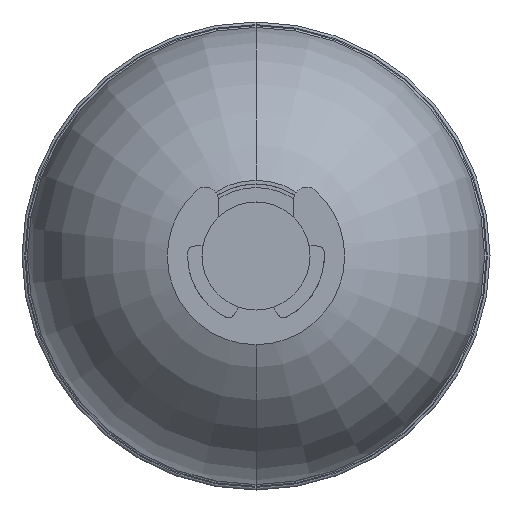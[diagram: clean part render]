
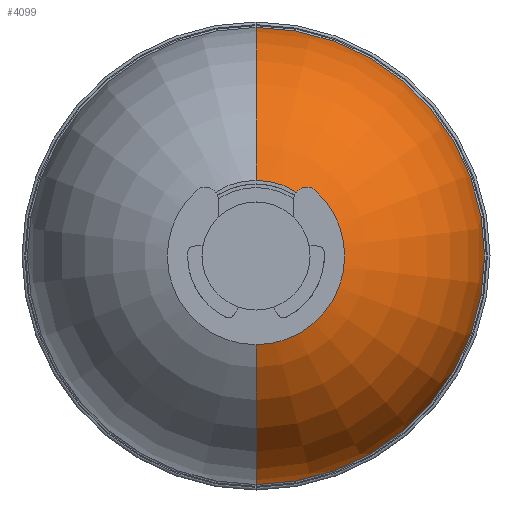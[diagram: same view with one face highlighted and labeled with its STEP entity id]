
A CAD part, front view. The second image highlights one B-rep face of the part: STEP entity #4099.
In plain terms, the highlighted toroidal (fillet/blend) face has major radius 0.4 mm and minor radius 25 mm.
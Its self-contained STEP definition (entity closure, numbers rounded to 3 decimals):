
#309 = EDGE_CURVE ( 'NONE', #3007, #3406, #731, .T. ) ;
#450 = EDGE_CURVE ( 'NONE', #4901, #1187, #5701, .T. ) ;
#681 = DIRECTION ( 'NONE',  ( 0., 0., 1. ) ) ;
#731 = CIRCLE ( 'NONE', #1528, 25. ) ;
#809 = EDGE_CURVE ( 'NONE', #3007, #4901, #3629, .T. ) ;
#1187 = VERTEX_POINT ( 'NONE', #3583 ) ;
#1356 = DIRECTION ( 'NONE',  ( 1., 0., 0. ) ) ;
#1528 = AXIS2_PLACEMENT_3D ( 'NONE', #1942, #2346, #6168 ) ;
#1739 = CARTESIAN_POINT ( 'NONE',  ( 0., -51.8, 0. ) ) ;
#1799 = CARTESIAN_POINT ( 'NONE',  ( 0., -75.485, 8.4 ) ) ;
#1810 = CIRCLE ( 'NONE', #2718, 25.393 ) ;
#1942 = CARTESIAN_POINT ( 'NONE',  ( 0., -51.8, 0.4 ) ) ;
#2151 = CARTESIAN_POINT ( 'NONE',  ( 0., -52.395, 25.393 ) ) ;
#2346 = DIRECTION ( 'NONE',  ( -1., 0., 0. ) ) ;
#2431 = TOROIDAL_SURFACE ( 'NONE', #3820, 0.4, 25. ) ;
#2475 = CARTESIAN_POINT ( 'NONE',  ( 0., -52.395, 0. ) ) ;
#2665 = CARTESIAN_POINT ( 'NONE',  ( 0., -75.485, 0. ) ) ;
#2718 = AXIS2_PLACEMENT_3D ( 'NONE', #2475, #5491, #4475 ) ;
#2992 = EDGE_LOOP ( 'NONE', ( #5564, #4076, #4934, #3684 ) ) ;
#3007 = VERTEX_POINT ( 'NONE', #1799 ) ;
#3406 = VERTEX_POINT ( 'NONE', #2151 ) ;
#3478 = AXIS2_PLACEMENT_3D ( 'NONE', #3714, #1356, #5706 ) ;
#3583 = CARTESIAN_POINT ( 'NONE',  ( 0., -52.395, -25.393 ) ) ;
#3584 = CARTESIAN_POINT ( 'NONE',  ( 0., -75.485, -8.4 ) ) ;
#3629 = CIRCLE ( 'NONE', #3835, 8.4 ) ;
#3684 = ORIENTED_EDGE ( 'NONE', *, *, #309, .F. ) ;
#3714 = CARTESIAN_POINT ( 'NONE',  ( 0., -51.8, -0.4 ) ) ;
#3820 = AXIS2_PLACEMENT_3D ( 'NONE', #1739, #6028, #681 ) ;
#3835 = AXIS2_PLACEMENT_3D ( 'NONE', #2665, #5657, #5595 ) ;
#4076 = ORIENTED_EDGE ( 'NONE', *, *, #450, .T. ) ;
#4099 = ADVANCED_FACE ( 'NONE', ( #5488 ), #2431, .T. ) ;
#4475 = DIRECTION ( 'NONE',  ( 0., 0., 1. ) ) ;
#4562 = EDGE_CURVE ( 'NONE', #3406, #1187, #1810, .T. ) ;
#4901 = VERTEX_POINT ( 'NONE', #3584 ) ;
#4934 = ORIENTED_EDGE ( 'NONE', *, *, #4562, .F. ) ;
#5488 = FACE_OUTER_BOUND ( 'NONE', #2992, .T. ) ;
#5491 = DIRECTION ( 'NONE',  ( 0., 1., 0. ) ) ;
#5564 = ORIENTED_EDGE ( 'NONE', *, *, #809, .T. ) ;
#5595 = DIRECTION ( 'NONE',  ( 0., 0., 1. ) ) ;
#5657 = DIRECTION ( 'NONE',  ( 0., 1., 0. ) ) ;
#5701 = CIRCLE ( 'NONE', #3478, 25. ) ;
#5706 = DIRECTION ( 'NONE',  ( 0., 0., -1. ) ) ;
#6028 = DIRECTION ( 'NONE',  ( 0., 1., 0. ) ) ;
#6168 = DIRECTION ( 'NONE',  ( 0., 0., 1. ) ) ;
